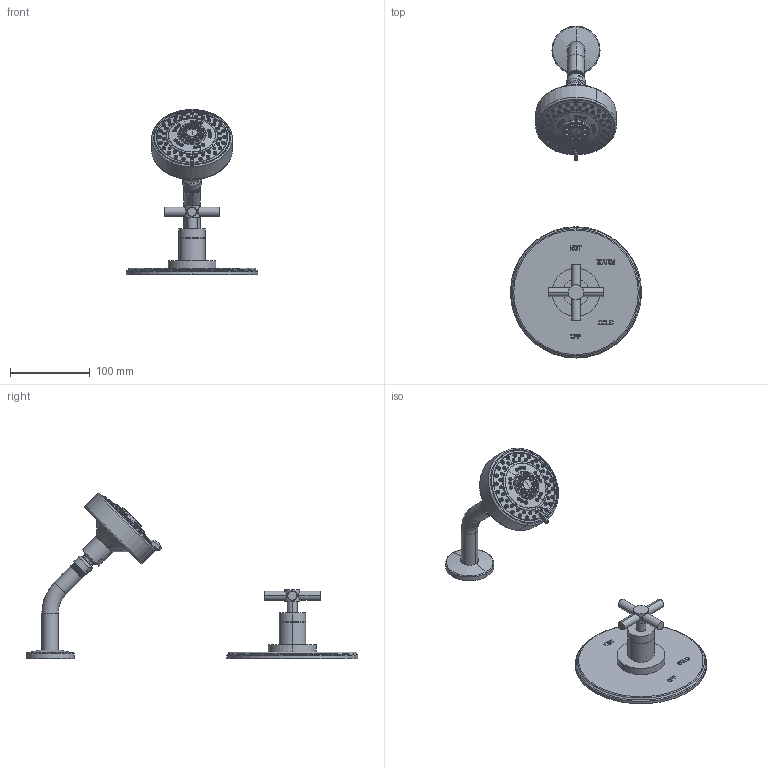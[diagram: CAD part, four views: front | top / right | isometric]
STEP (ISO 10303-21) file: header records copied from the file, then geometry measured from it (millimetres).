
FILE_DESCRIPTION((''),'2;1');
FILE_NAME('3-994BP','2021-05-26T09:37:08',('jinson.thomas'),(''),'CREO PARAMETRIC BY PTC INC, 2018400','CREO PARAMETRIC BY PTC INC, 2018400','');
FILE_SCHEMA(('CONFIG_CONTROL_DESIGN'));
Length unit declared in the file: inch
Products named in the file (1): 3-994BP
Bounding box: 165.1 x 417.58 x 207.64 mm (x, y, z)
Volume: 580810 mm3; surface area: 106868.5 mm2
Topology: 2 solids, 2 shells, 1421 faces, 3227 edges, 1989 vertices
Faces by surface type: plane 474, torus 327, cone 298, cylinder 220, bspline 96, sphere 6
Entity records: 60230 total; most frequent: CARTESIAN_POINT 28939, ORIENTED_EDGE 6450, DIRECTION 6383, EDGE_CURVE 3225, AXIS2_PLACEMENT_3D 2432, VERTEX_POINT 1989, EDGE_LOOP 1618, VECTOR 1519
